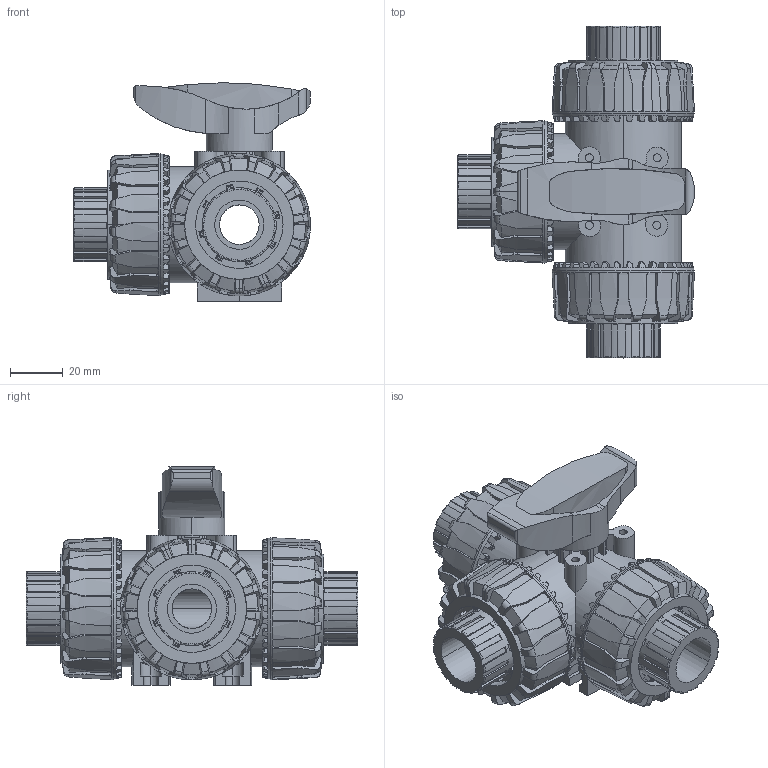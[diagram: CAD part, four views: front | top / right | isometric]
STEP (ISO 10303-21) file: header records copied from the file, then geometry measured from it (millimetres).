
FILE_DESCRIPTION(('STEP AP214'),'1');
FILE_NAME('tkdfm012e.stp','2018-03-06T13:01:35',('TraceParts'),('TraceParts S.A.'),'Spatial InterOp 3D',' ',' ');
FILE_SCHEMA(('automotive_design'));
Length unit declared in the file: millimetre
Products named in the file (8): tkdfm012e_1; tkdfm012e_2; tkdfm012e_3; tkdfm012e_4; tkdfm012e_5; tkdfm012e_6; tkdfm012e_7; tkdfm012e_8
Bounding box: 89.76 x 125.7 x 82.77 mm (x, y, z)
Volume: 256823.7 mm3; surface area: 77461.2 mm2
Topology: 8 solids, 8 shells, 2199 faces, 6179 edges, 4011 vertices
Faces by surface type: plane 1010, cylinder 634, cone 426, torus 129
Entity records: 94358 total; most frequent: CARTESIAN_POINT 20604, ORIENTED_EDGE 12358, DIRECTION 11587, EDGE_CURVE 6179, AXIS2_PLACEMENT_3D 4504, VERTEX_POINT 4011, LINE 2579, VECTOR 2579
